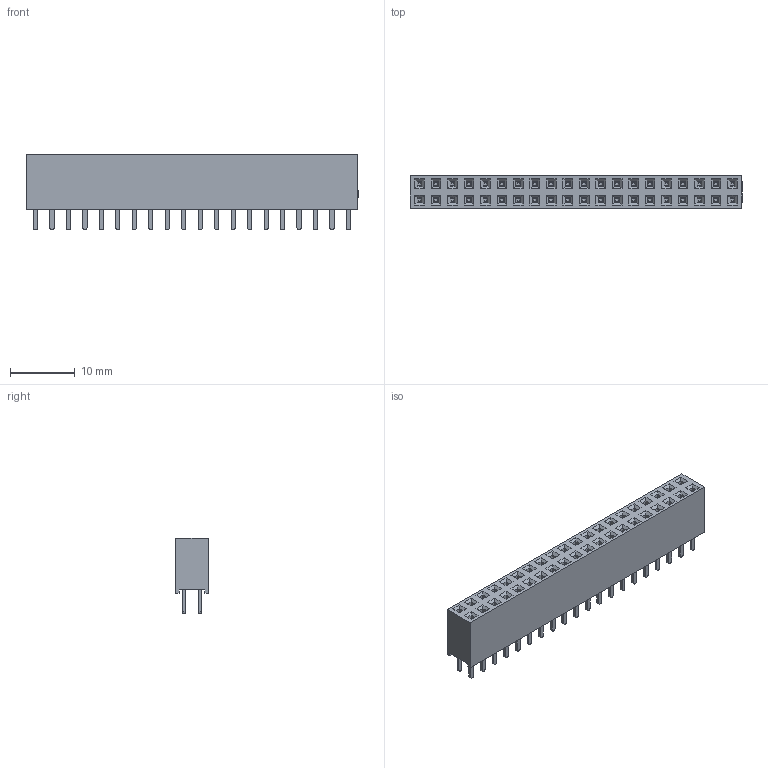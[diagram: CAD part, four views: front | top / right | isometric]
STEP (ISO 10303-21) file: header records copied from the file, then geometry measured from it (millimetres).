
FILE_DESCRIPTION(/* description */ ('Designed by EasyEDA Pro'),/* implementation_level */ '2;1');
FILE_NAME(/* name */ 'PM_2.54_2X20P_LH.step',/* time_stamp */ '2025-03-27T16:42:25+08:00',/* author */ (''),/* organization */ (''),/* preprocessor_version */ 'ST-DEVELOPER v20.1',/* originating_system */ 'Autodesk Translation Framework v14.4.0.0',/* authorisation */ '');
FILE_SCHEMA (('AUTOMOTIVE_DESIGN { 1 0 10303 214 3 1 1 }'));
Length unit declared in the file: millimetre
Products named in the file (3): hiBV-PCBModel; hiBV-Board; hiBV-U1-HDR-TH_40P-P2.54-V-F-R2-C20-S2.54
Assembly tree (2 placements, depth 2):
  hiBV-PCBModel
    hiBV-Board
    hiBV-U1-HDR-TH_40P-P2.54-V-F-R2-C20-S2.54
Bounding box: 51.2 x 5 x 11.7 mm (x, y, z)
Volume: 1842.1 mm3; surface area: 3843.1 mm2
Topology: 1 solids, 1 shells, 1434 faces, 4079 edges, 2666 vertices
Faces by surface type: plane 1096, cylinder 240, bspline 98
Entity records: 48359 total; most frequent: CARTESIAN_POINT 9228, ORIENTED_EDGE 8158, DIRECTION 7213, EDGE_CURVE 4079, LINE 3403, VECTOR 3403, VERTEX_POINT 2666, AXIS2_PLACEMENT_3D 1905
